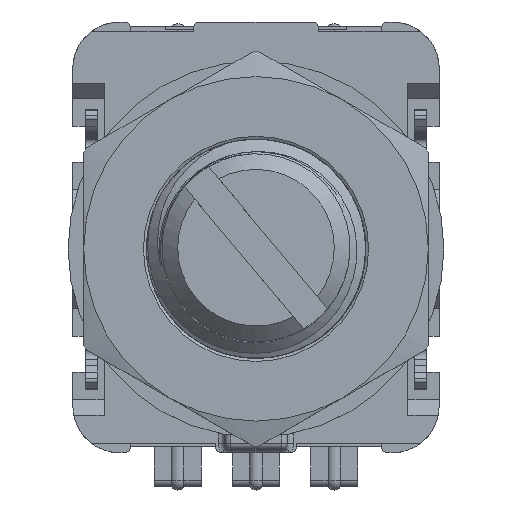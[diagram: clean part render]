
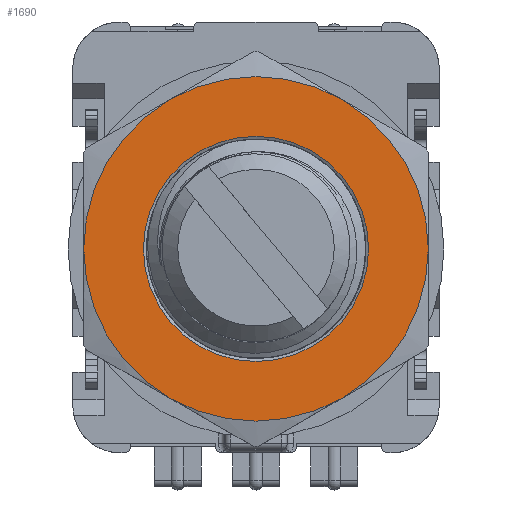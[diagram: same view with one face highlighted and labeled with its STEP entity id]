
A CAD part, top view. The second image highlights one B-rep face of the part: STEP entity #1690.
In plain terms, the highlighted planar face has unit normal (0, 0, 1).
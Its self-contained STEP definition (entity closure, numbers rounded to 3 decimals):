
#1690=ADVANCED_FACE('',(#13643,#13645),#13647,.T.);
#13643=FACE_BOUND('',#13644,.T.);
#13644=EDGE_LOOP('',(#18959,#18960,#18961,#18962,#18963,#18964));
#13645=FACE_BOUND('',#13646,.T.);
#13646=EDGE_LOOP('',(#18965));
#13647=PLANE('',#13648);
#13648=AXIS2_PLACEMENT_3D('',#13649,#13650,#13651);
#13649=CARTESIAN_POINT('',(0.,0.,3.3));
#13650=DIRECTION('',(0.,0.,1.));
#13651=DIRECTION('',(0.,-1.,0.));
#18959=ORIENTED_EDGE('',*,*,#21760,.F.);
#18960=ORIENTED_EDGE('',*,*,#21761,.F.);
#18961=ORIENTED_EDGE('',*,*,#21762,.F.);
#18962=ORIENTED_EDGE('',*,*,#21763,.F.);
#18963=ORIENTED_EDGE('',*,*,#21764,.F.);
#18964=ORIENTED_EDGE('',*,*,#21765,.F.);
#18965=ORIENTED_EDGE('',*,*,#21747,.T.);
#21747=EDGE_CURVE('',#23622,#23622,#23623,.T.);
#21760=EDGE_CURVE('',#23644,#23645,#23646,.T.);
#21761=EDGE_CURVE('',#23647,#23644,#23648,.T.);
#21762=EDGE_CURVE('',#23649,#23647,#23650,.T.);
#21763=EDGE_CURVE('',#23651,#23649,#23652,.T.);
#21764=EDGE_CURVE('',#23653,#23651,#23654,.T.);
#21765=EDGE_CURVE('',#23645,#23653,#23655,.T.);
#23622=VERTEX_POINT('',#29402);
#23623=CIRCLE('',#29403,3.594);
#23644=VERTEX_POINT('',#29909);
#23645=VERTEX_POINT('',#29910);
#23646=CIRCLE('',#29911,5.5);
#23647=VERTEX_POINT('',#29915);
#23648=CIRCLE('',#29916,5.5);
#23649=VERTEX_POINT('',#29920);
#23650=CIRCLE('',#29921,5.5);
#23651=VERTEX_POINT('',#29925);
#23652=CIRCLE('',#29926,5.5);
#23653=VERTEX_POINT('',#29930);
#23654=CIRCLE('',#29931,5.5);
#23655=CIRCLE('',#29935,5.5);
#29402=CARTESIAN_POINT('',(0.,-3.594,3.3));
#29403=AXIS2_PLACEMENT_3D('',#29404,#29405,#29406);
#29404=CARTESIAN_POINT('',(0.,0.,3.3));
#29405=DIRECTION('',(0.,0.,-1.));
#29406=DIRECTION('',(0.,-1.,0.));
#29909=CARTESIAN_POINT('',(5.5,0.,3.3));
#29910=CARTESIAN_POINT('',(2.75,-4.763,3.3));
#29911=AXIS2_PLACEMENT_3D('',#29912,#29913,#29914);
#29912=CARTESIAN_POINT('',(0.,0.,3.3));
#29913=DIRECTION('',(0.,0.,-1.));
#29914=DIRECTION('',(1.,0.,0.));
#29915=CARTESIAN_POINT('',(2.75,4.763,3.3));
#29916=AXIS2_PLACEMENT_3D('',#29917,#29918,#29919);
#29917=CARTESIAN_POINT('',(0.,0.,3.3));
#29918=DIRECTION('',(0.,0.,-1.));
#29919=DIRECTION('',(0.5,0.866,0.));
#29920=CARTESIAN_POINT('',(-2.75,4.763,3.3));
#29921=AXIS2_PLACEMENT_3D('',#29922,#29923,#29924);
#29922=CARTESIAN_POINT('',(0.,0.,3.3));
#29923=DIRECTION('',(0.,0.,-1.));
#29924=DIRECTION('',(-0.5,0.866,0.));
#29925=CARTESIAN_POINT('',(-5.5,0.,3.3));
#29926=AXIS2_PLACEMENT_3D('',#29927,#29928,#29929);
#29927=CARTESIAN_POINT('',(0.,0.,3.3));
#29928=DIRECTION('',(0.,0.,-1.));
#29929=DIRECTION('',(-1.,0.,0.));
#29930=CARTESIAN_POINT('',(-2.75,-4.763,3.3));
#29931=AXIS2_PLACEMENT_3D('',#29932,#29933,#29934);
#29932=CARTESIAN_POINT('',(0.,0.,3.3));
#29933=DIRECTION('',(0.,0.,-1.));
#29934=DIRECTION('',(-0.5,-0.866,0.));
#29935=AXIS2_PLACEMENT_3D('',#29936,#29937,#29938);
#29936=CARTESIAN_POINT('',(0.,0.,3.3));
#29937=DIRECTION('',(0.,0.,-1.));
#29938=DIRECTION('',(0.5,-0.866,0.));
